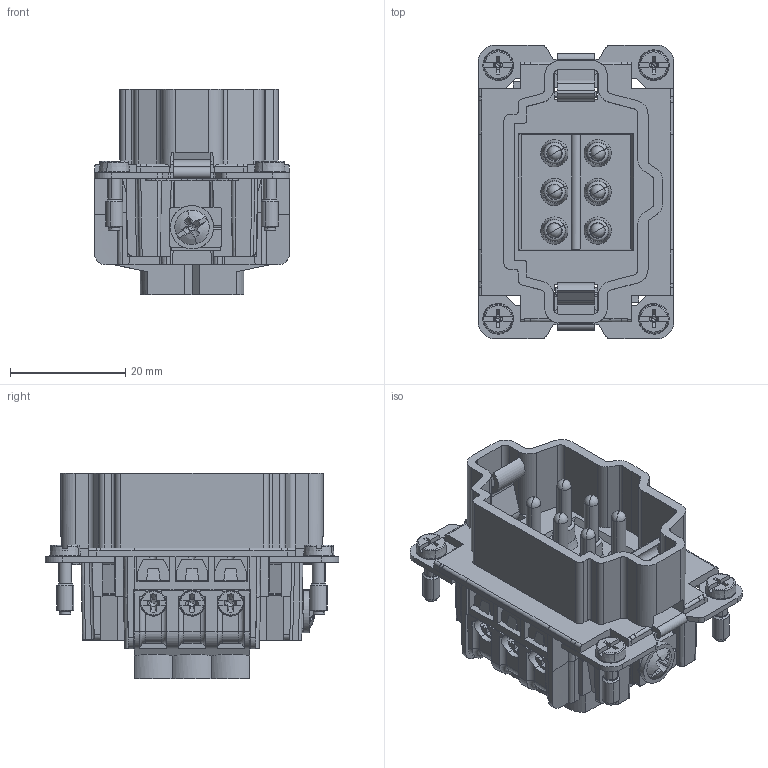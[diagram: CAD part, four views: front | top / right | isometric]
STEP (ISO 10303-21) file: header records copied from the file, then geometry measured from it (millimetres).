
FILE_DESCRIPTION(('CATIA V5 STEP Exchange','CAx-IF Rec.Pracs.--- Model Styling and Organization---1.5--- 2016-08-15','CAx-IF Rec.Pracs.---Supplemental Geometry---1.0---2011-11-01','CAx-IF Rec.Pracs.--- Composite Materials ---1.1---2010-07-15'),'2;1');
FILE_NAME ('13500036_4', '2025-08-22T09:21:40+00:00', ('none'), ('Weidmueller'), 'CATIA Version 5-6 Release 2024 SP4', 'CATIA V5 STEP AP214 v3', 'none');
FILE_SCHEMA(('AUTOMOTIVE_DESIGN { 1 0 10303 214 1 1 1 1 }'));
Products named in the file (1): 1200000000
Bounding box: 34 x 51 x 35.7 mm (x, y, z)
Volume: 16707.3 mm3; surface area: 26448.6 mm2
Topology: 1 solids, 1 shells, 2758 faces, 8695 edges, 5669 vertices
Faces by surface type: plane 1616, cylinder 651, cone 265, torus 144, sphere 38, bspline 34, extrusion 10
Entity records: 98052 total; most frequent: CARTESIAN_POINT 28459, ORIENTED_EDGE 17200, DIRECTION 10337, EDGE_CURVE 8600, VERTEX_POINT 5669, VECTOR 4883, LINE 4873, AXIS2_PLACEMENT_3D 3688
